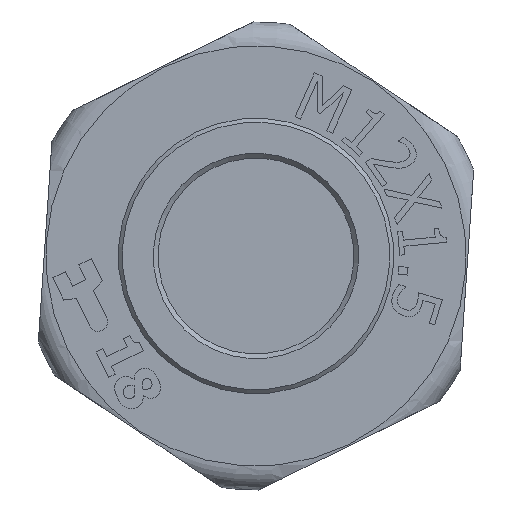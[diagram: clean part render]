
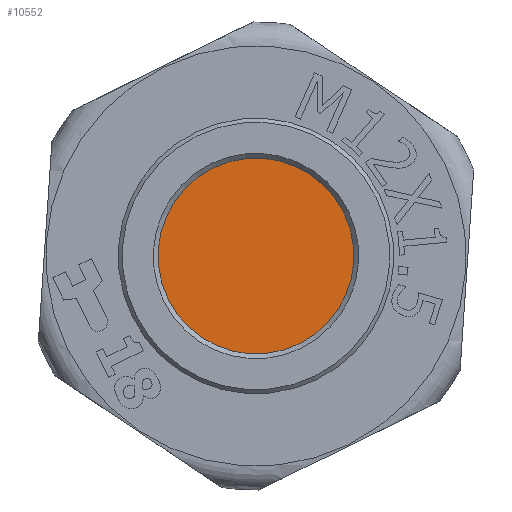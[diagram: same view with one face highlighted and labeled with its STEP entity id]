
A CAD part, front view. The second image highlights one B-rep face of the part: STEP entity #10552.
In plain terms, the highlighted planar face has unit normal (0, -1, 0).
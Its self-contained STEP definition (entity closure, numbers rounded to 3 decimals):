
#514=CIRCLE('',#11156,4.1);
#663=FACE_OUTER_BOUND('',#1242,.T.);
#1242=EDGE_LOOP('',(#6829));
#4112=VERTEX_POINT('',#14267);
#5196=EDGE_CURVE('',#4112,#4112,#514,.T.);
#6829=ORIENTED_EDGE('',*,*,#5196,.F.);
#10080=PLANE('',#11155);
#10552=ADVANCED_FACE('',(#663),#10080,.T.);
#11155=AXIS2_PLACEMENT_3D('',#14266,#11829,#11830);
#11156=AXIS2_PLACEMENT_3D('',#14268,#11831,#11832);
#11829=DIRECTION('center_axis',(0.,-1.,0.));
#11830=DIRECTION('ref_axis',(0.,0.,-1.));
#11831=DIRECTION('center_axis',(0.,1.,0.));
#11832=DIRECTION('ref_axis',(0.998,0.,-0.068));
#14266=CARTESIAN_POINT('Origin',(-9.01,19.593,-0.821));
#14267=CARTESIAN_POINT('',(-13.1,19.593,-0.543));
#14268=CARTESIAN_POINT('Origin',(-9.01,19.593,-0.821));
